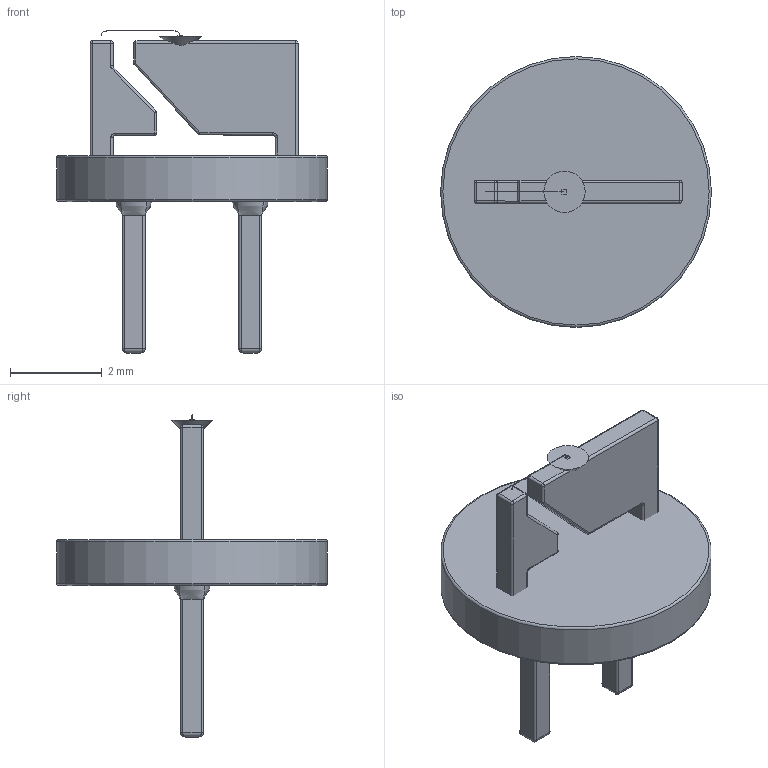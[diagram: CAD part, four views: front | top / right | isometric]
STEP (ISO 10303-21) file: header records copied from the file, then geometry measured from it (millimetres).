
FILE_DESCRIPTION(('STEP AP242'), '1');
FILE_NAME('LED-ARL-4853UWC-E-0.5W', '', ('UNSPECIFIED'), ('UNSPECIFIED'), 'C3D Converter', 'C3D Toolkit', '');
FILE_SCHEMA(('AP242_MANAGED_MODEL_BASED_3D_ENGINEERING_MIM_LF { 1 0 10303 442 1 1 4 }'));
Length unit declared in the file: millimetre
Bounding box: 5.9 x 5.9 x 7.01 mm (x, y, z)
Volume: 33.5 mm3; surface area: 111.6 mm2
Topology: 3 solids, 3 shells, 157 faces, 363 edges, 201 vertices
Faces by surface type: cylinder 63, plane 47, sphere 20, bspline 17, torus 10
Full cylindrical faces by diameter (mm): 0.01 x1, 5.9 x1
Entity records: 6755 total; most frequent: CARTESIAN_POINT 2174, DIRECTION 680, ORIENTED_EDGE 628, EDGE_CURVE 314, AXIS2_PLACEMENT_3D 260, COLOUR_RGB 174, PRESENTATION_STYLE_ASSIGNMENT 174, STYLED_ITEM 174
